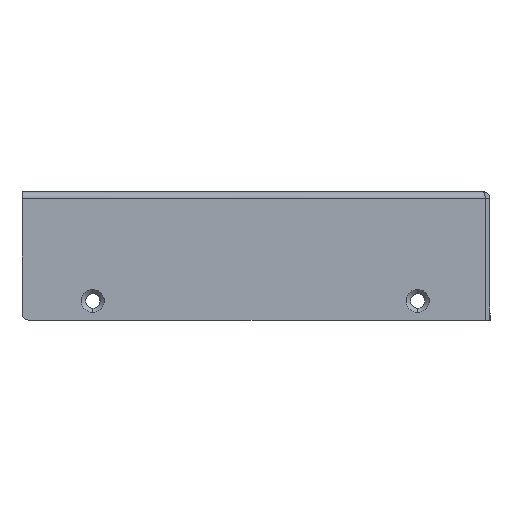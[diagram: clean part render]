
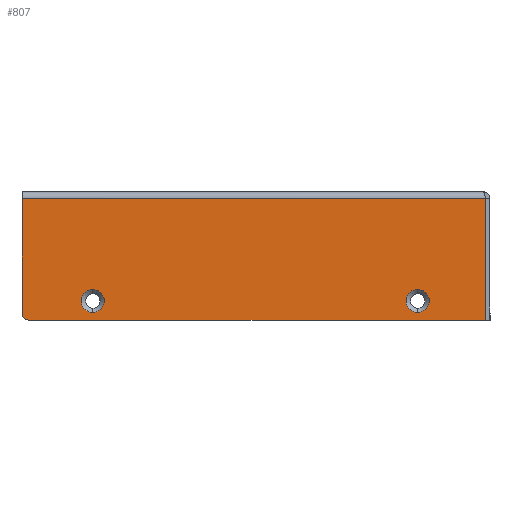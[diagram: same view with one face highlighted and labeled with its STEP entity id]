
A CAD part, left-side view. The second image highlights one B-rep face of the part: STEP entity #807.
In plain terms, the highlighted planar face has unit normal (-1, 0, 0).
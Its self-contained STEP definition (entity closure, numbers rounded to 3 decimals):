
#34 = DIRECTION ( 'NONE',  ( -1., 0., 0. ) ) ;
#94 = DIRECTION ( 'NONE',  ( 0., 0., -1. ) ) ;
#178 = ORIENTED_EDGE ( 'NONE', *, *, #2218, .F. ) ;
#224 = EDGE_LOOP ( 'NONE', ( #2587, #1913, #3657, #2725, #2308 ) ) ;
#292 = LINE ( 'NONE', #1908, #1760 ) ;
#323 = VERTEX_POINT ( 'NONE', #809 ) ;
#397 = ORIENTED_EDGE ( 'NONE', *, *, #1637, .F. ) ;
#425 = VECTOR ( 'NONE', #3239, 1000. ) ;
#473 = CARTESIAN_POINT ( 'NONE',  ( -96.7, 63.15, -1.8 ) ) ;
#489 = DIRECTION ( 'NONE',  ( 1., 0., 0. ) ) ;
#541 = CARTESIAN_POINT ( 'NONE',  ( -96.7, 61.35, -33.1 ) ) ;
#551 = EDGE_LOOP ( 'NONE', ( #2368, #178 ) ) ;
#646 = CARTESIAN_POINT ( 'NONE',  ( -96.7, 43.85, -29.7 ) ) ;
#708 = DIRECTION ( 'NONE',  ( 0., -1., 0. ) ) ;
#730 = DIRECTION ( 'NONE',  ( -1., 0., 0. ) ) ;
#764 = LINE ( 'NONE', #804, #425 ) ;
#801 = CARTESIAN_POINT ( 'NONE',  ( -96.7, 0., 0. ) ) ;
#804 = CARTESIAN_POINT ( 'NONE',  ( -96.7, 0., -1.8 ) ) ;
#807 = ADVANCED_FACE ( 'NONE', ( #867, #2663, #1942 ), #3529, .F. ) ;
#809 = CARTESIAN_POINT ( 'NONE',  ( -96.7, -63.1, -1.8 ) ) ;
#867 = FACE_BOUND ( 'NONE', #551, .T. ) ;
#957 = DIRECTION ( 'NONE',  ( 0., 0., 1. ) ) ;
#967 = VERTEX_POINT ( 'NONE', #3268 ) ;
#1074 = CARTESIAN_POINT ( 'NONE',  ( -96.7, -44.65, -32.85 ) ) ;
#1088 = CIRCLE ( 'NONE', #1646, 1.8 ) ;
#1126 = CARTESIAN_POINT ( 'NONE',  ( -96.7, 43.85, -29.7 ) ) ;
#1182 = CARTESIAN_POINT ( 'NONE',  ( -96.7, 43.85, -32.85 ) ) ;
#1186 = VECTOR ( 'NONE', #2114, 1000. ) ;
#1212 = EDGE_CURVE ( 'NONE', #1866, #1498, #1565, .T. ) ;
#1305 = AXIS2_PLACEMENT_3D ( 'NONE', #1676, #34, #957 ) ;
#1306 = CARTESIAN_POINT ( 'NONE',  ( -96.7, -63.15, -34.9 ) ) ;
#1468 = DIRECTION ( 'NONE',  ( 0., 0., 1. ) ) ;
#1490 = AXIS2_PLACEMENT_3D ( 'NONE', #801, #489, #2564 ) ;
#1498 = VERTEX_POINT ( 'NONE', #1182 ) ;
#1515 = CIRCLE ( 'NONE', #3449, 3.15 ) ;
#1556 = EDGE_CURVE ( 'NONE', #2461, #323, #2371, .T. ) ;
#1565 = CIRCLE ( 'NONE', #3697, 3.15 ) ;
#1567 = DIRECTION ( 'NONE',  ( 0., 0., 1. ) ) ;
#1634 = CARTESIAN_POINT ( 'NONE',  ( -96.7, 43.85, -26.55 ) ) ;
#1637 = EDGE_CURVE ( 'NONE', #2862, #2062, #1804, .T. ) ;
#1643 = ORIENTED_EDGE ( 'NONE', *, *, #3427, .F. ) ;
#1646 = AXIS2_PLACEMENT_3D ( 'NONE', #541, #2008, #2634 ) ;
#1676 = CARTESIAN_POINT ( 'NONE',  ( -96.7, -44.65, -29.7 ) ) ;
#1683 = VERTEX_POINT ( 'NONE', #1888 ) ;
#1760 = VECTOR ( 'NONE', #94, 1000. ) ;
#1804 = CIRCLE ( 'NONE', #1305, 3.15 ) ;
#1866 = VERTEX_POINT ( 'NONE', #1634 ) ;
#1887 = CIRCLE ( 'NONE', #2890, 3.15 ) ;
#1888 = CARTESIAN_POINT ( 'NONE',  ( -96.7, 63.15, -33.1 ) ) ;
#1908 = CARTESIAN_POINT ( 'NONE',  ( -96.7, 63.15, -34.9 ) ) ;
#1913 = ORIENTED_EDGE ( 'NONE', *, *, #3032, .T. ) ;
#1942 = FACE_BOUND ( 'NONE', #2070, .T. ) ;
#2008 = DIRECTION ( 'NONE',  ( -1., 0., 0. ) ) ;
#2037 = VECTOR ( 'NONE', #708, 1000. ) ;
#2062 = VERTEX_POINT ( 'NONE', #3484 ) ;
#2070 = EDGE_LOOP ( 'NONE', ( #1643, #397 ) ) ;
#2114 = DIRECTION ( 'NONE',  ( 0., 0., 1. ) ) ;
#2218 = EDGE_CURVE ( 'NONE', #1498, #1866, #1515, .T. ) ;
#2308 = ORIENTED_EDGE ( 'NONE', *, *, #3105, .F. ) ;
#2318 = CARTESIAN_POINT ( 'NONE',  ( -96.7, -63.1, -34.9 ) ) ;
#2368 = ORIENTED_EDGE ( 'NONE', *, *, #1212, .F. ) ;
#2371 = LINE ( 'NONE', #3020, #1186 ) ;
#2378 = LINE ( 'NONE', #1306, #2037 ) ;
#2461 = VERTEX_POINT ( 'NONE', #2318 ) ;
#2564 = DIRECTION ( 'NONE',  ( 0., 0., -1. ) ) ;
#2587 = ORIENTED_EDGE ( 'NONE', *, *, #3406, .T. ) ;
#2634 = DIRECTION ( 'NONE',  ( 0., 0., -1. ) ) ;
#2663 = FACE_OUTER_BOUND ( 'NONE', #224, .T. ) ;
#2725 = ORIENTED_EDGE ( 'NONE', *, *, #1556, .T. ) ;
#2759 = EDGE_CURVE ( 'NONE', #967, #2461, #2378, .T. ) ;
#2808 = CARTESIAN_POINT ( 'NONE',  ( -96.7, -44.65, -29.7 ) ) ;
#2862 = VERTEX_POINT ( 'NONE', #1074 ) ;
#2874 = VERTEX_POINT ( 'NONE', #473 ) ;
#2890 = AXIS2_PLACEMENT_3D ( 'NONE', #2808, #730, #3759 ) ;
#3020 = CARTESIAN_POINT ( 'NONE',  ( -96.7, -63.1, 0. ) ) ;
#3032 = EDGE_CURVE ( 'NONE', #1683, #967, #1088, .T. ) ;
#3056 = DIRECTION ( 'NONE',  ( -1., 0., 0. ) ) ;
#3105 = EDGE_CURVE ( 'NONE', #2874, #323, #764, .T. ) ;
#3239 = DIRECTION ( 'NONE',  ( 0., -1., 0. ) ) ;
#3268 = CARTESIAN_POINT ( 'NONE',  ( -96.7, 61.35, -34.9 ) ) ;
#3291 = DIRECTION ( 'NONE',  ( -1., 0., 0. ) ) ;
#3406 = EDGE_CURVE ( 'NONE', #2874, #1683, #292, .T. ) ;
#3427 = EDGE_CURVE ( 'NONE', #2062, #2862, #1887, .T. ) ;
#3449 = AXIS2_PLACEMENT_3D ( 'NONE', #1126, #3291, #1468 ) ;
#3484 = CARTESIAN_POINT ( 'NONE',  ( -96.7, -44.65, -26.55 ) ) ;
#3529 = PLANE ( 'NONE',  #1490 ) ;
#3657 = ORIENTED_EDGE ( 'NONE', *, *, #2759, .T. ) ;
#3697 = AXIS2_PLACEMENT_3D ( 'NONE', #646, #3056, #1567 ) ;
#3759 = DIRECTION ( 'NONE',  ( 0., 0., 1. ) ) ;
